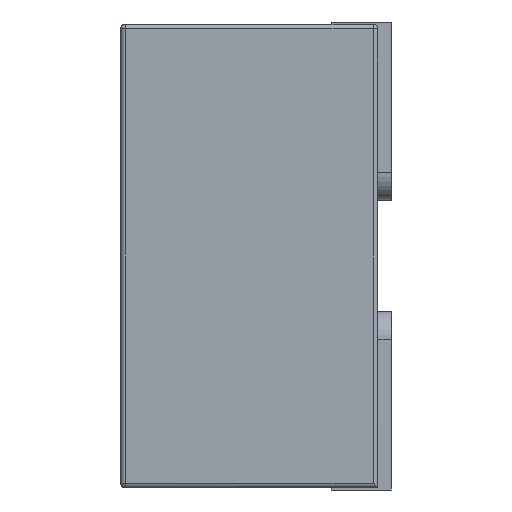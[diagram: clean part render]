
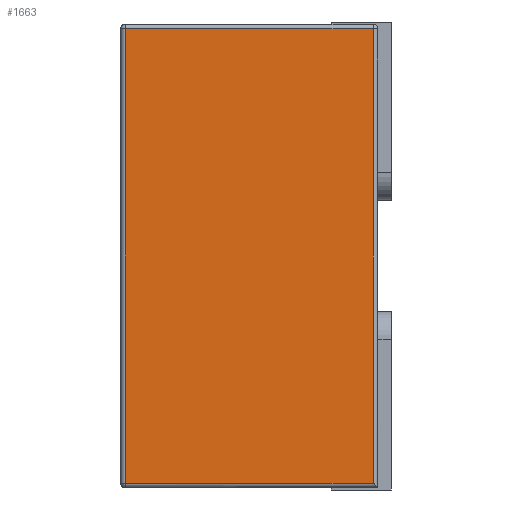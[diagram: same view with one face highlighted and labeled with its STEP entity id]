
A CAD part, left-side view. The second image highlights one B-rep face of the part: STEP entity #1663.
In plain terms, the highlighted planar face has unit normal (-1, 0, 0).
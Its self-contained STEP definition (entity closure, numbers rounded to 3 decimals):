
#485 = ORIENTED_EDGE ( 'NONE', *, *, #2800, .T. ) ;
#912 = CARTESIAN_POINT ( 'NONE',  ( -1.25, 0.01, -0.49 ) ) ;
#1205 = EDGE_CURVE ( 'NONE', #6049, #5959, #1345, .T. ) ;
#1225 = ORIENTED_EDGE ( 'NONE', *, *, #1205, .T. ) ;
#1336 = FACE_OUTER_BOUND ( 'NONE', #3074, .T. ) ;
#1345 = LINE ( 'NONE', #5710, #2681 ) ;
#1663 = ADVANCED_FACE ( 'NONE', ( #1336 ), #2159, .F. ) ;
#1842 = CARTESIAN_POINT ( 'NONE',  ( -1.25, 0.545, 0.49 ) ) ;
#1965 = AXIS2_PLACEMENT_3D ( 'NONE', #2768, #2110, #7000 ) ;
#2074 = DIRECTION ( 'NONE',  ( 0., 0., 1. ) ) ;
#2099 = ORIENTED_EDGE ( 'NONE', *, *, #2736, .T. ) ;
#2110 = DIRECTION ( 'NONE',  ( 1., 0., 0. ) ) ;
#2159 = PLANE ( 'NONE',  #1965 ) ;
#2258 = CARTESIAN_POINT ( 'NONE',  ( -1.25, 0.555, -0.49 ) ) ;
#2401 = LINE ( 'NONE', #6400, #7150 ) ;
#2409 = LINE ( 'NONE', #5793, #3283 ) ;
#2681 = VECTOR ( 'NONE', #2074, 1000. ) ;
#2736 = EDGE_CURVE ( 'NONE', #5959, #4402, #2409, .T. ) ;
#2768 = CARTESIAN_POINT ( 'NONE',  ( -1.25, 0.555, -0.5 ) ) ;
#2800 = EDGE_CURVE ( 'NONE', #3901, #6049, #4046, .T. ) ;
#3074 = EDGE_LOOP ( 'NONE', ( #3322, #485, #1225, #2099 ) ) ;
#3283 = VECTOR ( 'NONE', #5198, 1000. ) ;
#3322 = ORIENTED_EDGE ( 'NONE', *, *, #3324, .T. ) ;
#3324 = EDGE_CURVE ( 'NONE', #4402, #3901, #2401, .T. ) ;
#3445 = DIRECTION ( 'NONE',  ( 0., -1., 0. ) ) ;
#3901 = VERTEX_POINT ( 'NONE', #4583 ) ;
#4046 = LINE ( 'NONE', #2258, #4802 ) ;
#4402 = VERTEX_POINT ( 'NONE', #1842 ) ;
#4583 = CARTESIAN_POINT ( 'NONE',  ( -1.25, 0.545, -0.49 ) ) ;
#4802 = VECTOR ( 'NONE', #3445, 1000. ) ;
#5198 = DIRECTION ( 'NONE',  ( 0., 1., 0. ) ) ;
#5695 = CARTESIAN_POINT ( 'NONE',  ( -1.25, 0.01, 0.49 ) ) ;
#5710 = CARTESIAN_POINT ( 'NONE',  ( -1.25, 0.01, -0.5 ) ) ;
#5793 = CARTESIAN_POINT ( 'NONE',  ( -1.25, 0.555, 0.49 ) ) ;
#5959 = VERTEX_POINT ( 'NONE', #5695 ) ;
#6049 = VERTEX_POINT ( 'NONE', #912 ) ;
#6400 = CARTESIAN_POINT ( 'NONE',  ( -1.25, 0.545, -0.5 ) ) ;
#6924 = DIRECTION ( 'NONE',  ( 0., 0., -1. ) ) ;
#7000 = DIRECTION ( 'NONE',  ( 0., 0., -1. ) ) ;
#7150 = VECTOR ( 'NONE', #6924, 1000. ) ;
